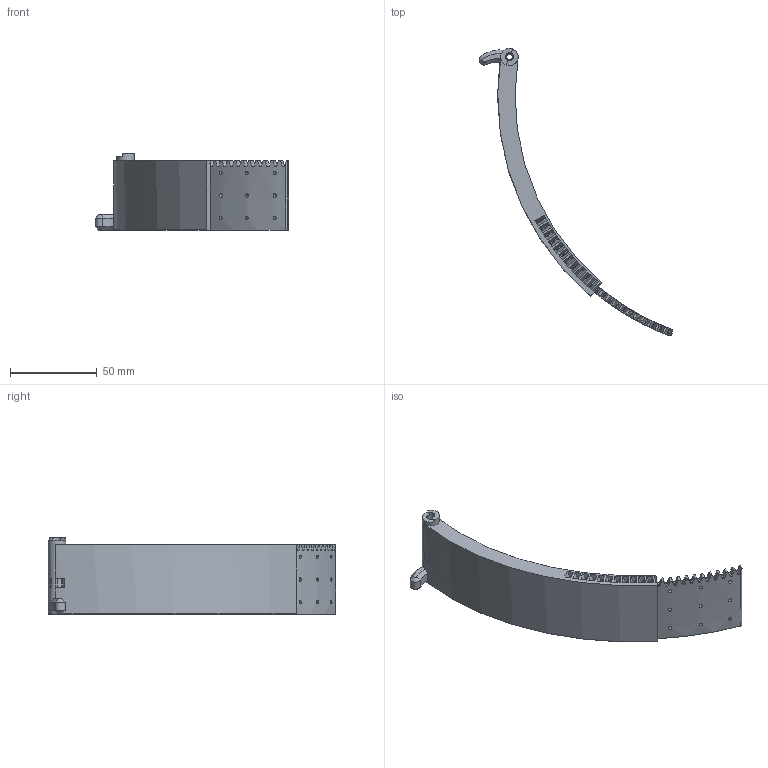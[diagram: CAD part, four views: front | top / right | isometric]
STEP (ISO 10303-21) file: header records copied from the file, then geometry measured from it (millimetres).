
FILE_DESCRIPTION(('FreeCAD Model'),'2;1');
FILE_NAME('Open CASCADE Shape Model','2025-03-17T18:15:25',(''),(''), 'Open CASCADE STEP processor 7.8','FreeCAD','Unknown');
FILE_SCHEMA(('AUTOMOTIVE_DESIGN { 1 0 10303 214 1 1 1 1 }'));
Length unit declared in the file: millimetre
Products named in the file (1): 2-rotor-segmented-in-three--part-1
Bounding box: 111.43 x 165.44 x 44 mm (x, y, z)
Volume: 68101.5 mm3; surface area: 22892.8 mm2
Topology: 1 solids, 1 shells, 232 faces, 629 edges, 422 vertices
Faces by surface type: plane 86, cone 56, bspline 50, cylinder 40
Full cylindrical faces by diameter (mm): 2 x6, 3.4 x8, 4.6 x2, 9.1 x6, 10 x1
Entity records: 9576 total; most frequent: CARTESIAN_POINT 4163, ORIENTED_EDGE 1258, DIRECTION 898, EDGE_CURVE 629, VERTEX_POINT 422, AXIS2_PLACEMENT_3D 367, FACE_BOUND 279, EDGE_LOOP 279
